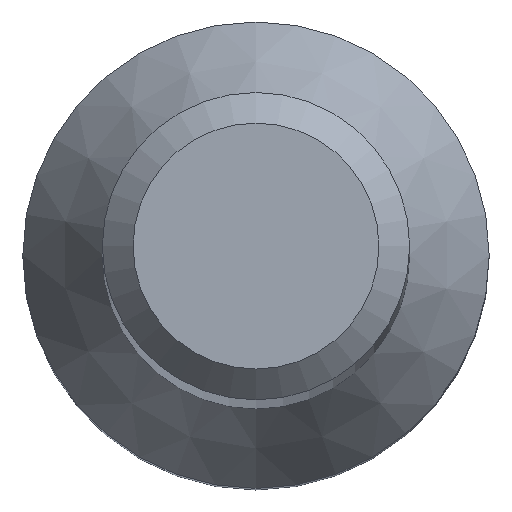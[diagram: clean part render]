
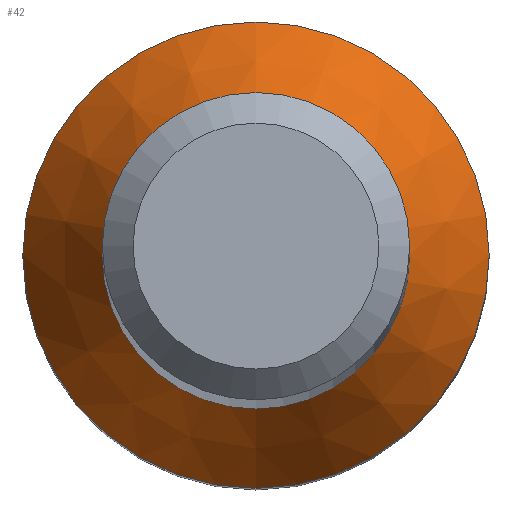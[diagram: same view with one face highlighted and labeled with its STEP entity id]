
A CAD part, top view. The second image highlights one B-rep face of the part: STEP entity #42.
In plain terms, the highlighted conical face has half-angle 30 degrees and reference radius 3.035 mm.
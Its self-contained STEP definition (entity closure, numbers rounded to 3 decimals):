
#8 = ORIENTED_EDGE ( 'NONE', *, *, #137, .F. ) ;
#10 = DIRECTION ( 'NONE',  ( 0., 1., 0. ) ) ;
#31 = DIRECTION ( 'NONE',  ( 0., 1., 0. ) ) ;
#32 = CONICAL_SURFACE ( 'NONE', #180, 3.035, 0.524 ) ;
#42 = ADVANCED_FACE ( 'NONE', ( #93, #91 ), #32, .T. ) ;
#53 = VERTEX_POINT ( 'NONE', #184 ) ;
#57 = VERTEX_POINT ( 'NONE', #101 ) ;
#72 = EDGE_LOOP ( 'NONE', ( #8 ) ) ;
#76 = AXIS2_PLACEMENT_3D ( 'NONE', #229, #157, #10 ) ;
#91 = FACE_OUTER_BOUND ( 'NONE', #72, .T. ) ;
#92 = DIRECTION ( 'NONE',  ( 0., 0., -1. ) ) ;
#93 = FACE_BOUND ( 'NONE', #224, .T. ) ;
#101 = CARTESIAN_POINT ( 'NONE',  ( 0., 2., 13.992 ) ) ;
#106 = EDGE_CURVE ( 'NONE', #57, #57, #165, .T. ) ;
#113 = CIRCLE ( 'NONE', #76, 3.035 ) ;
#127 = CARTESIAN_POINT ( 'NONE',  ( 0., 0., 13.992 ) ) ;
#137 = EDGE_CURVE ( 'NONE', #53, #53, #113, .T. ) ;
#142 = CARTESIAN_POINT ( 'NONE',  ( 0., 0., 12.199 ) ) ;
#156 = ORIENTED_EDGE ( 'NONE', *, *, #106, .T. ) ;
#157 = DIRECTION ( 'NONE',  ( 0., 0., -1. ) ) ;
#159 = DIRECTION ( 'NONE',  ( 0., 0., -1. ) ) ;
#165 = CIRCLE ( 'NONE', #201, 2. ) ;
#176 = DIRECTION ( 'NONE',  ( 0., 1., 0. ) ) ;
#180 = AXIS2_PLACEMENT_3D ( 'NONE', #142, #159, #31 ) ;
#184 = CARTESIAN_POINT ( 'NONE',  ( 0., 3.035, 12.199 ) ) ;
#201 = AXIS2_PLACEMENT_3D ( 'NONE', #127, #92, #176 ) ;
#224 = EDGE_LOOP ( 'NONE', ( #156 ) ) ;
#229 = CARTESIAN_POINT ( 'NONE',  ( 0., 0., 12.199 ) ) ;
